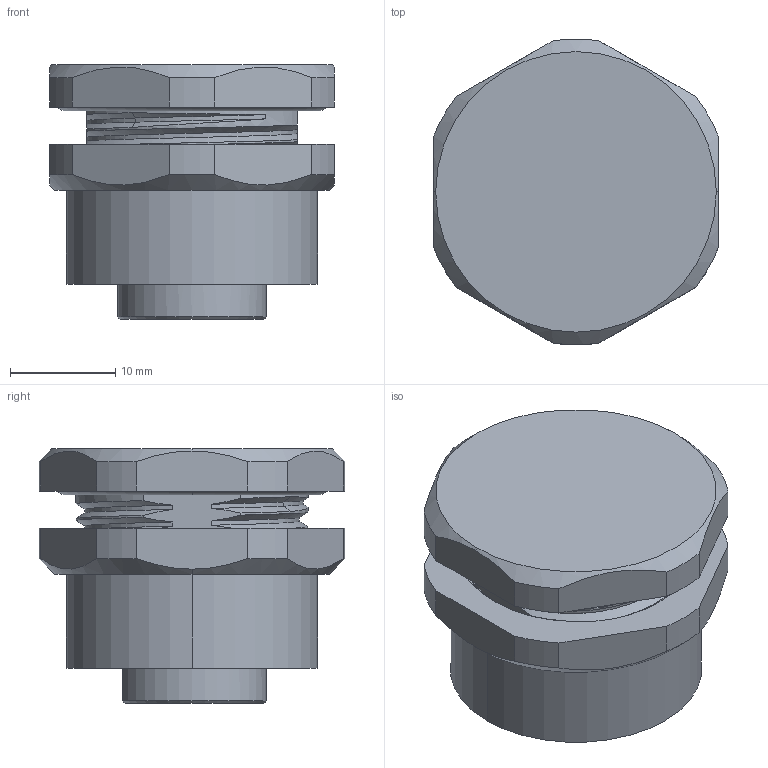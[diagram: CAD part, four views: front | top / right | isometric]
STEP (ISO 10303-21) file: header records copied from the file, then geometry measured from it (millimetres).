
FILE_DESCRIPTION((''),'2;1');
FILE_NAME('7_8-F05--BKR-W1_5_SW0001','2020-09-25T',('tc.chen'),(''),'PRO/ENGINEER BY PARAMETRIC TECHNOLOGY CORPORATION, 2012480','PRO/ENGINEER BY PARAMETRIC TECHNOLOGY CORPORATION, 2012480','');
FILE_SCHEMA(('AUTOMOTIVE_DESIGN { 1 0 10303 214 1 1 1 1 }'));
Length unit declared in the file: millimetre
Products named in the file (1): 7_8-F05--BKR-W1_5_SW0001
Bounding box: 27 x 28.96 x 24.1 mm (x, y, z)
Volume: 9302.8 mm3; surface area: 6868.2 mm2
Topology: 1 solids, 1 shells, 424 faces, 1207 edges, 795 vertices
Faces by surface type: plane 153, cylinder 98, cone 70, bspline 59, torus 44
Entity records: 24154 total; most frequent: CARTESIAN_POINT 12242, ORIENTED_EDGE 2414, DIRECTION 1872, EDGE_CURVE 1207, VERTEX_POINT 795, AXIS2_PLACEMENT_3D 778, B_SPLINE_CURVE_WITH_KNOTS 478, EDGE_LOOP 456
